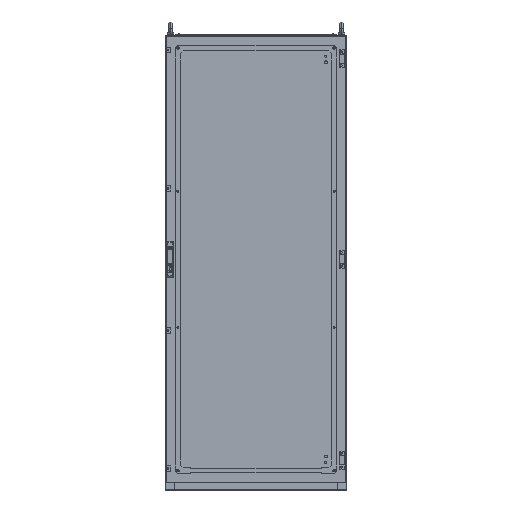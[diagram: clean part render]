
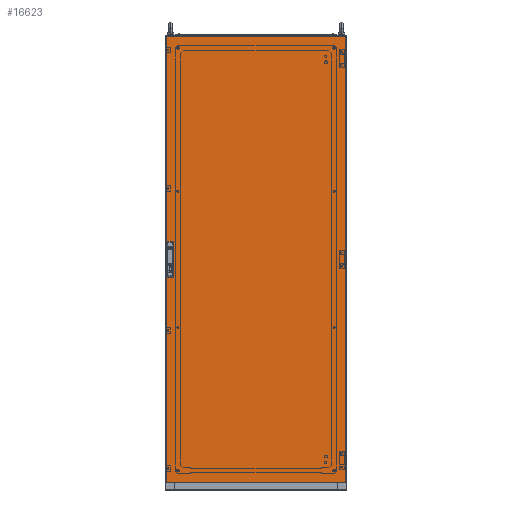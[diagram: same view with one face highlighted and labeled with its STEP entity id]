
A CAD part, top view. The second image highlights one B-rep face of the part: STEP entity #16623.
In plain terms, the highlighted planar face has unit normal (0, 0, 1).
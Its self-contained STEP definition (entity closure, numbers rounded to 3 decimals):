
#1065 = VERTEX_POINT ( 'NONE', #24051 ) ;
#2025 = VECTOR ( 'NONE', #184927, 1000. ) ;
#3052 = LINE ( 'NONE', #61358, #105318 ) ;
#3613 = VECTOR ( 'NONE', #130433, 1000. ) ;
#5711 = DIRECTION ( 'NONE',  ( 1., 0., 0. ) ) ;
#11483 = CARTESIAN_POINT ( 'NONE',  ( -397., -970., 0. ) ) ;
#11526 = VECTOR ( 'NONE', #134521, 1000. ) ;
#14855 = ORIENTED_EDGE ( 'NONE', *, *, #93020, .F. ) ;
#16623 = ADVANCED_FACE ( 'NONE', ( #82522, #24255, #66943 ), #168870, .T. ) ;
#18164 = VERTEX_POINT ( 'NONE', #19508 ) ;
#19377 = EDGE_LOOP ( 'NONE', ( #122165, #139970, #144325, #119513 ) ) ;
#19508 = CARTESIAN_POINT ( 'NONE',  ( -365.7, -11.5, 0. ) ) ;
#24051 = CARTESIAN_POINT ( 'NONE',  ( -390.7, 88.5, 0. ) ) ;
#24255 = FACE_BOUND ( 'NONE', #119275, .T. ) ;
#25826 = ORIENTED_EDGE ( 'NONE', *, *, #99283, .F. ) ;
#26310 = VERTEX_POINT ( 'NONE', #141048 ) ;
#26765 = ORIENTED_EDGE ( 'NONE', *, *, #52990, .T. ) ;
#31792 = EDGE_CURVE ( 'NONE', #123840, #102519, #51371, .T. ) ;
#34521 = CARTESIAN_POINT ( 'NONE',  ( -390.7, 38.5, 0. ) ) ;
#36695 = LINE ( 'NONE', #52263, #133475 ) ;
#37423 = DIRECTION ( 'NONE',  ( 0., -1., 0. ) ) ;
#43356 = VECTOR ( 'NONE', #117446, 1000. ) ;
#44310 = DIRECTION ( 'NONE',  ( 1., 0., 0. ) ) ;
#44569 = VERTEX_POINT ( 'NONE', #94288 ) ;
#49381 = ORIENTED_EDGE ( 'NONE', *, *, #55144, .F. ) ;
#50211 = VERTEX_POINT ( 'NONE', #60601 ) ;
#51371 = LINE ( 'NONE', #169760, #69556 ) ;
#51708 = CARTESIAN_POINT ( 'NONE',  ( 397., 997., 0. ) ) ;
#52263 = CARTESIAN_POINT ( 'NONE',  ( 397., 997., 0. ) ) ;
#52990 = EDGE_CURVE ( 'NONE', #100821, #123840, #175346, .T. ) ;
#54870 = EDGE_CURVE ( 'NONE', #50211, #1065, #3052, .T. ) ;
#55144 = EDGE_CURVE ( 'NONE', #86763, #26310, #58268, .T. ) ;
#55396 = CARTESIAN_POINT ( 'NONE',  ( -365.7, -61.5, 0. ) ) ;
#58268 = LINE ( 'NONE', #55396, #43356 ) ;
#60253 = LINE ( 'NONE', #91281, #177157 ) ;
#60601 = CARTESIAN_POINT ( 'NONE',  ( -365.7, 88.5, 0. ) ) ;
#61188 = VERTEX_POINT ( 'NONE', #51708 ) ;
#61272 = DIRECTION ( 'NONE',  ( -1., 0., 0. ) ) ;
#61358 = CARTESIAN_POINT ( 'NONE',  ( -365.7, 88.5, 0. ) ) ;
#63043 = CARTESIAN_POINT ( 'NONE',  ( -365.7, 38.5, 0. ) ) ;
#64048 = DIRECTION ( 'NONE',  ( -1., 0., 0. ) ) ;
#65995 = DIRECTION ( 'NONE',  ( 1., 0., 0. ) ) ;
#66943 = FACE_OUTER_BOUND ( 'NONE', #189458, .T. ) ;
#68451 = LINE ( 'NONE', #34521, #165252 ) ;
#69553 = VECTOR ( 'NONE', #61272, 1000. ) ;
#69556 = VECTOR ( 'NONE', #5711, 1000. ) ;
#79623 = CARTESIAN_POINT ( 'NONE',  ( -390.7, -61.5, 0. ) ) ;
#81135 = CARTESIAN_POINT ( 'NONE',  ( -365.7, -61.5, 0. ) ) ;
#81246 = DIRECTION ( 'NONE',  ( 0., 1., 0. ) ) ;
#82522 = FACE_BOUND ( 'NONE', #19377, .T. ) ;
#82989 = ORIENTED_EDGE ( 'NONE', *, *, #158824, .T. ) ;
#83929 = CARTESIAN_POINT ( 'NONE',  ( -390.7, -61.5, 0. ) ) ;
#86757 = ORIENTED_EDGE ( 'NONE', *, *, #184266, .T. ) ;
#86763 = VERTEX_POINT ( 'NONE', #79623 ) ;
#88491 = LINE ( 'NONE', #105917, #69553 ) ;
#89021 = CARTESIAN_POINT ( 'NONE',  ( -397., 997., 0. ) ) ;
#91281 = CARTESIAN_POINT ( 'NONE',  ( -365.7, -11.5, 0. ) ) ;
#93020 = EDGE_CURVE ( 'NONE', #26310, #18164, #153867, .T. ) ;
#94288 = CARTESIAN_POINT ( 'NONE',  ( -390.7, -11.5, 0. ) ) ;
#99283 = EDGE_CURVE ( 'NONE', #44569, #86763, #188702, .T. ) ;
#100821 = VERTEX_POINT ( 'NONE', #128052 ) ;
#102519 = VERTEX_POINT ( 'NONE', #124761 ) ;
#105318 = VECTOR ( 'NONE', #135055, 1000. ) ;
#105917 = CARTESIAN_POINT ( 'NONE',  ( -397., 997., 0. ) ) ;
#111614 = CARTESIAN_POINT ( 'NONE',  ( 0., 0., 0. ) ) ;
#111625 = EDGE_CURVE ( 'NONE', #166083, #127502, #117086, .T. ) ;
#117086 = LINE ( 'NONE', #177250, #188821 ) ;
#117446 = DIRECTION ( 'NONE',  ( 1., 0., 0. ) ) ;
#119275 = EDGE_LOOP ( 'NONE', ( #25826, #154797, #14855, #49381 ) ) ;
#119513 = ORIENTED_EDGE ( 'NONE', *, *, #111625, .F. ) ;
#122165 = ORIENTED_EDGE ( 'NONE', *, *, #173864, .F. ) ;
#123840 = VERTEX_POINT ( 'NONE', #11483 ) ;
#124761 = CARTESIAN_POINT ( 'NONE',  ( 397., -970., 0. ) ) ;
#125604 = EDGE_CURVE ( 'NONE', #18164, #44569, #60253, .T. ) ;
#127502 = VERTEX_POINT ( 'NONE', #63043 ) ;
#128052 = CARTESIAN_POINT ( 'NONE',  ( -397., 997., 0. ) ) ;
#130433 = DIRECTION ( 'NONE',  ( 0., -1., 0. ) ) ;
#133475 = VECTOR ( 'NONE', #155083, 1000. ) ;
#134521 = DIRECTION ( 'NONE',  ( 0., -1., 0. ) ) ;
#135055 = DIRECTION ( 'NONE',  ( -1., 0., 0. ) ) ;
#139970 = ORIENTED_EDGE ( 'NONE', *, *, #54870, .F. ) ;
#141048 = CARTESIAN_POINT ( 'NONE',  ( -365.7, -61.5, 0. ) ) ;
#144325 = ORIENTED_EDGE ( 'NONE', *, *, #156400, .F. ) ;
#148090 = AXIS2_PLACEMENT_3D ( 'NONE', #111614, #185371, #65995 ) ;
#152029 = CARTESIAN_POINT ( 'NONE',  ( -390.7, 38.5, 0. ) ) ;
#153867 = LINE ( 'NONE', #81135, #2025 ) ;
#154797 = ORIENTED_EDGE ( 'NONE', *, *, #125604, .F. ) ;
#155083 = DIRECTION ( 'NONE',  ( 0., 1., 0. ) ) ;
#155858 = LINE ( 'NONE', #173342, #155912 ) ;
#155912 = VECTOR ( 'NONE', #81246, 1000. ) ;
#156400 = EDGE_CURVE ( 'NONE', #127502, #50211, #155858, .T. ) ;
#157765 = ORIENTED_EDGE ( 'NONE', *, *, #31792, .T. ) ;
#158824 = EDGE_CURVE ( 'NONE', #61188, #100821, #88491, .T. ) ;
#165252 = VECTOR ( 'NONE', #37423, 1000. ) ;
#166083 = VERTEX_POINT ( 'NONE', #152029 ) ;
#168870 = PLANE ( 'NONE',  #148090 ) ;
#169760 = CARTESIAN_POINT ( 'NONE',  ( -397., -970., 0. ) ) ;
#173342 = CARTESIAN_POINT ( 'NONE',  ( -365.7, 38.5, 0. ) ) ;
#173864 = EDGE_CURVE ( 'NONE', #1065, #166083, #68451, .T. ) ;
#175346 = LINE ( 'NONE', #89021, #11526 ) ;
#177157 = VECTOR ( 'NONE', #64048, 1000. ) ;
#177250 = CARTESIAN_POINT ( 'NONE',  ( -365.7, 38.5, 0. ) ) ;
#184266 = EDGE_CURVE ( 'NONE', #102519, #61188, #36695, .T. ) ;
#184927 = DIRECTION ( 'NONE',  ( 0., 1., 0. ) ) ;
#185371 = DIRECTION ( 'NONE',  ( 0., 0., 1. ) ) ;
#188702 = LINE ( 'NONE', #83929, #3613 ) ;
#188821 = VECTOR ( 'NONE', #44310, 1000. ) ;
#189458 = EDGE_LOOP ( 'NONE', ( #26765, #157765, #86757, #82989 ) ) ;
